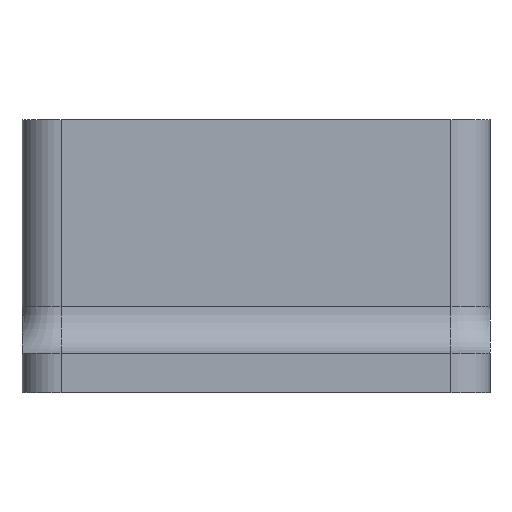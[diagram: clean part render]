
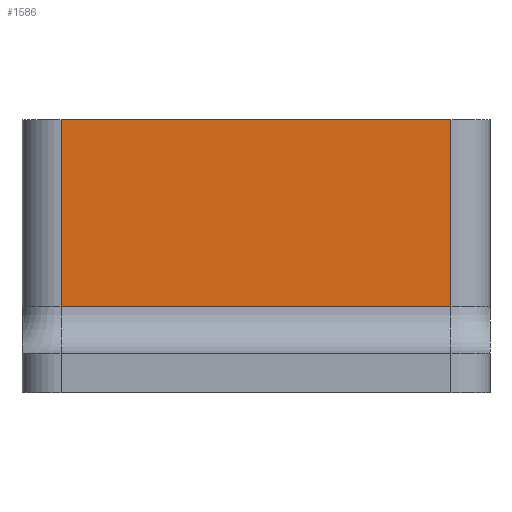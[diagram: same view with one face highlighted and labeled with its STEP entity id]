
A CAD part, front view. The second image highlights one B-rep face of the part: STEP entity #1586.
In plain terms, the highlighted planar face has unit normal (0, -1, 0).
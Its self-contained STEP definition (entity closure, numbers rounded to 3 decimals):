
#77 = DIRECTION ( 'NONE',  ( 0., 0., -1. ) ) ;
#88 = EDGE_CURVE ( 'NONE', #1502, #1138, #504, .T. ) ;
#109 = VECTOR ( 'NONE', #77, 1000. ) ;
#210 = FACE_OUTER_BOUND ( 'NONE', #916, .T. ) ;
#231 = CARTESIAN_POINT ( 'NONE',  ( -50., 0., 70. ) ) ;
#254 = EDGE_CURVE ( 'NONE', #1366, #1138, #1677, .T. ) ;
#304 = VECTOR ( 'NONE', #1207, 1000. ) ;
#431 = EDGE_CURVE ( 'NONE', #2028, #1502, #1904, .T. ) ;
#493 = VECTOR ( 'NONE', #686, 1000. ) ;
#504 = LINE ( 'NONE', #537, #493 ) ;
#537 = CARTESIAN_POINT ( 'NONE',  ( 50., 0., 70. ) ) ;
#554 = ORIENTED_EDGE ( 'NONE', *, *, #88, .F. ) ;
#656 = CARTESIAN_POINT ( 'NONE',  ( -50., 0., 70. ) ) ;
#660 = CARTESIAN_POINT ( 'NONE',  ( -50., 0., 70. ) ) ;
#686 = DIRECTION ( 'NONE',  ( 0., 0., -1. ) ) ;
#852 = DIRECTION ( 'NONE',  ( 0., 1., 0. ) ) ;
#916 = EDGE_LOOP ( 'NONE', ( #1231, #1585, #554, #2060 ) ) ;
#922 = AXIS2_PLACEMENT_3D ( 'NONE', #660, #852, #1327 ) ;
#1034 = EDGE_CURVE ( 'NONE', #2028, #1366, #1196, .T. ) ;
#1138 = VERTEX_POINT ( 'NONE', #1899 ) ;
#1196 = LINE ( 'NONE', #231, #109 ) ;
#1207 = DIRECTION ( 'NONE',  ( 1., 0., 0. ) ) ;
#1231 = ORIENTED_EDGE ( 'NONE', *, *, #1034, .T. ) ;
#1269 = VECTOR ( 'NONE', #1829, 1000. ) ;
#1326 = CARTESIAN_POINT ( 'NONE',  ( -50., 0., 22. ) ) ;
#1327 = DIRECTION ( 'NONE',  ( 0., 0., 1. ) ) ;
#1333 = CARTESIAN_POINT ( 'NONE',  ( 50., 0., 70. ) ) ;
#1366 = VERTEX_POINT ( 'NONE', #1935 ) ;
#1486 = PLANE ( 'NONE',  #922 ) ;
#1502 = VERTEX_POINT ( 'NONE', #1333 ) ;
#1585 = ORIENTED_EDGE ( 'NONE', *, *, #254, .T. ) ;
#1586 = ADVANCED_FACE ( 'NONE', ( #210 ), #1486, .F. ) ;
#1677 = LINE ( 'NONE', #1326, #1269 ) ;
#1731 = CARTESIAN_POINT ( 'NONE',  ( -50., 0., 70. ) ) ;
#1829 = DIRECTION ( 'NONE',  ( 1., 0., 0. ) ) ;
#1899 = CARTESIAN_POINT ( 'NONE',  ( 50., 0., 22. ) ) ;
#1904 = LINE ( 'NONE', #1731, #304 ) ;
#1935 = CARTESIAN_POINT ( 'NONE',  ( -50., 0., 22. ) ) ;
#2028 = VERTEX_POINT ( 'NONE', #656 ) ;
#2060 = ORIENTED_EDGE ( 'NONE', *, *, #431, .F. ) ;
